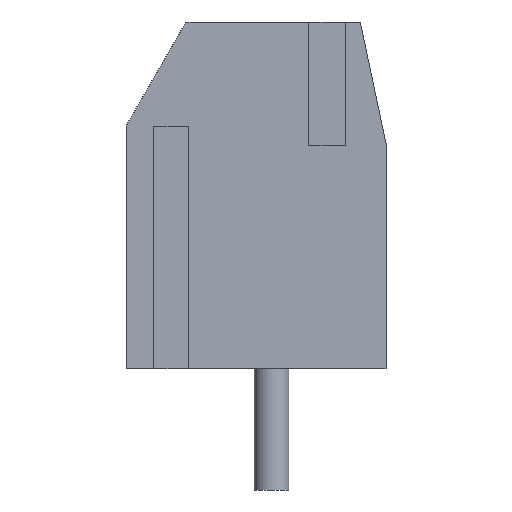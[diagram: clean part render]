
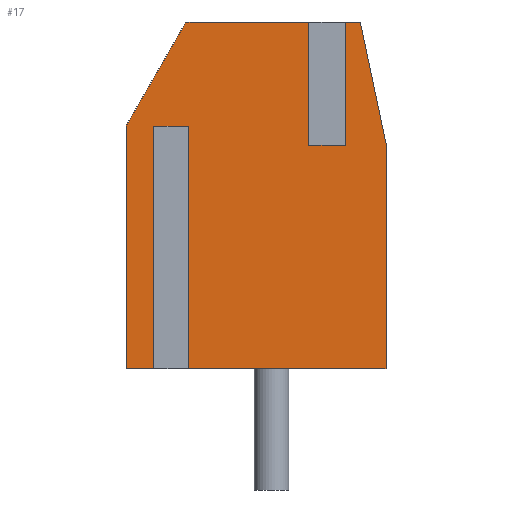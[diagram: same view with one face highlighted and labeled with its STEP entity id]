
A CAD part, left-side view. The second image highlights one B-rep face of the part: STEP entity #17.
In plain terms, the highlighted planar face has unit normal (-1, 0, 0).
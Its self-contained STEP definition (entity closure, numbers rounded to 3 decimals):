
#17 = ADVANCED_FACE('',(#18),#132,.F.);
#18 = FACE_BOUND('',#19,.F.);
#19 = EDGE_LOOP('',(#20,#30,#38,#46,#54,#62,#70,#78,#86,#94,#102,#110,
    #118,#126));
#20 = ORIENTED_EDGE('',*,*,#21,.T.);
#21 = EDGE_CURVE('',#22,#24,#26,.T.);
#22 = VERTEX_POINT('',#23);
#23 = CARTESIAN_POINT('',(-2.5,-1.075,9.99));
#24 = VERTEX_POINT('',#25);
#25 = CARTESIAN_POINT('',(-2.5,-1.075,6.43));
#26 = LINE('',#27,#28);
#27 = CARTESIAN_POINT('',(-2.5,-1.075,9.99));
#28 = VECTOR('',#29,1.);
#29 = DIRECTION('',(0.,0.,-1.));
#30 = ORIENTED_EDGE('',*,*,#31,.T.);
#31 = EDGE_CURVE('',#24,#32,#34,.T.);
#32 = VERTEX_POINT('',#33);
#33 = CARTESIAN_POINT('',(-2.5,-2.125,6.43));
#34 = LINE('',#35,#36);
#35 = CARTESIAN_POINT('',(-2.5,-1.075,6.43));
#36 = VECTOR('',#37,1.);
#37 = DIRECTION('',(0.,-1.,0.));
#38 = ORIENTED_EDGE('',*,*,#39,.F.);
#39 = EDGE_CURVE('',#40,#32,#42,.T.);
#40 = VERTEX_POINT('',#41);
#41 = CARTESIAN_POINT('',(-2.5,-2.125,9.99));
#42 = LINE('',#43,#44);
#43 = CARTESIAN_POINT('',(-2.5,-2.125,9.99));
#44 = VECTOR('',#45,1.);
#45 = DIRECTION('',(0.,0.,-1.));
#46 = ORIENTED_EDGE('',*,*,#47,.T.);
#47 = EDGE_CURVE('',#40,#48,#50,.T.);
#48 = VERTEX_POINT('',#49);
#49 = CARTESIAN_POINT('',(-2.5,-2.56,9.99));
#50 = LINE('',#51,#52);
#51 = CARTESIAN_POINT('',(-2.5,-2.125,9.99));
#52 = VECTOR('',#53,1.);
#53 = DIRECTION('',(0.,-1.,0.));
#54 = ORIENTED_EDGE('',*,*,#55,.T.);
#55 = EDGE_CURVE('',#48,#56,#58,.T.);
#56 = VERTEX_POINT('',#57);
#57 = CARTESIAN_POINT('',(-2.5,-3.3,6.49));
#58 = LINE('',#59,#60);
#59 = CARTESIAN_POINT('',(-2.5,-2.56,9.99));
#60 = VECTOR('',#61,1.);
#61 = DIRECTION('',(0.,-0.207,-0.978));
#62 = ORIENTED_EDGE('',*,*,#63,.T.);
#63 = EDGE_CURVE('',#56,#64,#66,.T.);
#64 = VERTEX_POINT('',#65);
#65 = CARTESIAN_POINT('',(-2.5,-3.3,-0.01));
#66 = LINE('',#67,#68);
#67 = CARTESIAN_POINT('',(-2.5,-3.3,6.49));
#68 = VECTOR('',#69,1.);
#69 = DIRECTION('',(0.,0.,-1.));
#70 = ORIENTED_EDGE('',*,*,#71,.T.);
#71 = EDGE_CURVE('',#64,#72,#74,.T.);
#72 = VERTEX_POINT('',#73);
#73 = CARTESIAN_POINT('',(-2.5,2.4,-0.01));
#74 = LINE('',#75,#76);
#75 = CARTESIAN_POINT('',(-2.5,-3.3,-0.01));
#76 = VECTOR('',#77,1.);
#77 = DIRECTION('',(0.,1.,0.));
#78 = ORIENTED_EDGE('',*,*,#79,.T.);
#79 = EDGE_CURVE('',#72,#80,#82,.T.);
#80 = VERTEX_POINT('',#81);
#81 = CARTESIAN_POINT('',(-2.5,2.4,6.99));
#82 = LINE('',#83,#84);
#83 = CARTESIAN_POINT('',(-2.5,2.4,-0.01));
#84 = VECTOR('',#85,1.);
#85 = DIRECTION('',(0.,0.,1.));
#86 = ORIENTED_EDGE('',*,*,#87,.T.);
#87 = EDGE_CURVE('',#80,#88,#90,.T.);
#88 = VERTEX_POINT('',#89);
#89 = CARTESIAN_POINT('',(-2.5,3.4,6.99));
#90 = LINE('',#91,#92);
#91 = CARTESIAN_POINT('',(-2.5,2.4,6.99));
#92 = VECTOR('',#93,1.);
#93 = DIRECTION('',(0.,1.,0.));
#94 = ORIENTED_EDGE('',*,*,#95,.F.);
#95 = EDGE_CURVE('',#96,#88,#98,.T.);
#96 = VERTEX_POINT('',#97);
#97 = CARTESIAN_POINT('',(-2.5,3.4,-0.01));
#98 = LINE('',#99,#100);
#99 = CARTESIAN_POINT('',(-2.5,3.4,-0.01));
#100 = VECTOR('',#101,1.);
#101 = DIRECTION('',(0.,0.,1.));
#102 = ORIENTED_EDGE('',*,*,#103,.T.);
#103 = EDGE_CURVE('',#96,#104,#106,.T.);
#104 = VERTEX_POINT('',#105);
#105 = CARTESIAN_POINT('',(-2.5,4.2,-0.01));
#106 = LINE('',#107,#108);
#107 = CARTESIAN_POINT('',(-2.5,3.4,-0.01));
#108 = VECTOR('',#109,1.);
#109 = DIRECTION('',(0.,1.,0.));
#110 = ORIENTED_EDGE('',*,*,#111,.T.);
#111 = EDGE_CURVE('',#104,#112,#114,.T.);
#112 = VERTEX_POINT('',#113);
#113 = CARTESIAN_POINT('',(-2.5,4.2,6.99));
#114 = LINE('',#115,#116);
#115 = CARTESIAN_POINT('',(-2.5,4.2,-0.01));
#116 = VECTOR('',#117,1.);
#117 = DIRECTION('',(0.,0.,1.));
#118 = ORIENTED_EDGE('',*,*,#119,.T.);
#119 = EDGE_CURVE('',#112,#120,#122,.T.);
#120 = VERTEX_POINT('',#121);
#121 = CARTESIAN_POINT('',(-2.5,2.47,9.99));
#122 = LINE('',#123,#124);
#123 = CARTESIAN_POINT('',(-2.5,4.2,6.99));
#124 = VECTOR('',#125,1.);
#125 = DIRECTION('',(0.,-0.5,0.866));
#126 = ORIENTED_EDGE('',*,*,#127,.T.);
#127 = EDGE_CURVE('',#120,#22,#128,.T.);
#128 = LINE('',#129,#130);
#129 = CARTESIAN_POINT('',(-2.5,2.47,9.99));
#130 = VECTOR('',#131,1.);
#131 = DIRECTION('',(0.,-1.,0.));
#132 = PLANE('',#133);
#133 = AXIS2_PLACEMENT_3D('',#134,#135,#136);
#134 = CARTESIAN_POINT('',(-2.5,-3.3,4.99));
#135 = DIRECTION('',(1.,0.,0.));
#136 = DIRECTION('',(0.,1.,0.));
